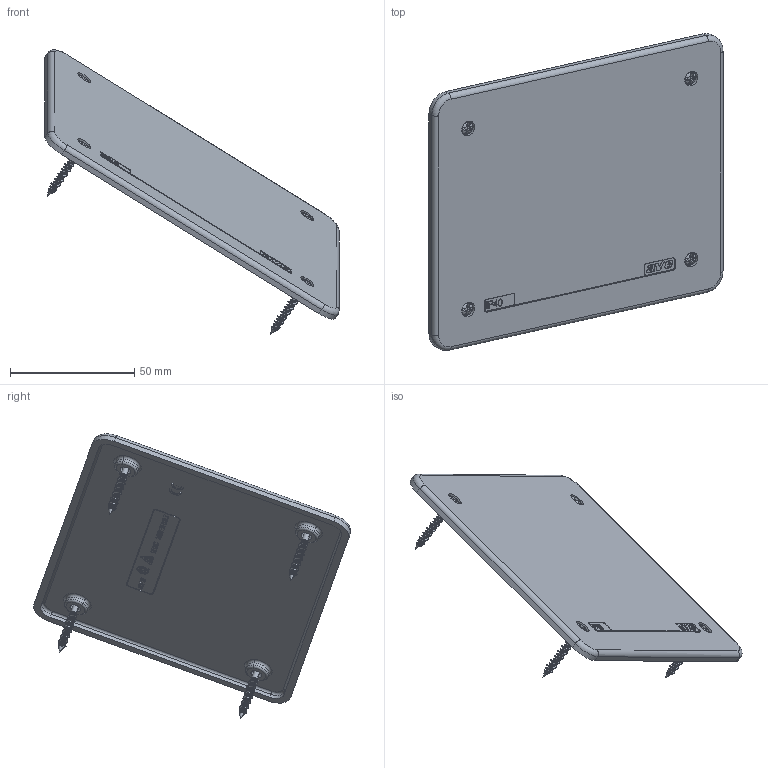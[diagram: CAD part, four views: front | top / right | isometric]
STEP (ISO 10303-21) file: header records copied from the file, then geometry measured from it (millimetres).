
FILE_DESCRIPTION(('CATIA V5 STEP Exchange'),'2;1');
FILE_NAME('BL02C.stp','2023-09-25T06:33:43+00:00',('none'),('none'),'CATIA Version 5-6 Release 2016 SP6','CATIA V5 STEP AP203','none');
FILE_SCHEMA(('CONFIG_CONTROL_DESIGN'));
Length unit declared in the file: millimetre
Products named in the file (1): BL02C
Assembly tree (6 placements, depth 2):
  BL02C
    #57
    #22433
    #22477  x4
Bounding box: 118.35 x 127.59 x 114.5 mm (x, y, z)
Volume: 27241.4 mm3; surface area: 35212.4 mm2
Topology: 5 solids, 5 shells, 1190 faces, 3250 edges, 2134 vertices
Faces by surface type: plane 667, cylinder 321, cone 64, torus 56, extrusion 38, bspline 28, sphere 16
Entity records: 27489 total; most frequent: CARTESIAN_POINT 7131, ORIENTED_EDGE 4614, DIRECTION 3355, EDGE_CURVE 2307, VECTOR 1716, LINE 1678, VERTEX_POINT 1518, AXIS2_PLACEMENT_3D 1013
